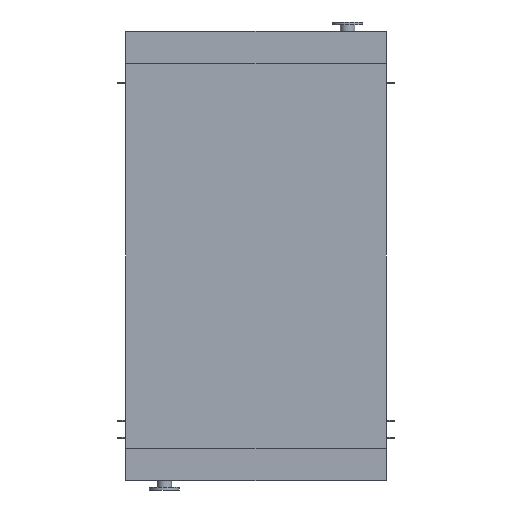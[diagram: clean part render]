
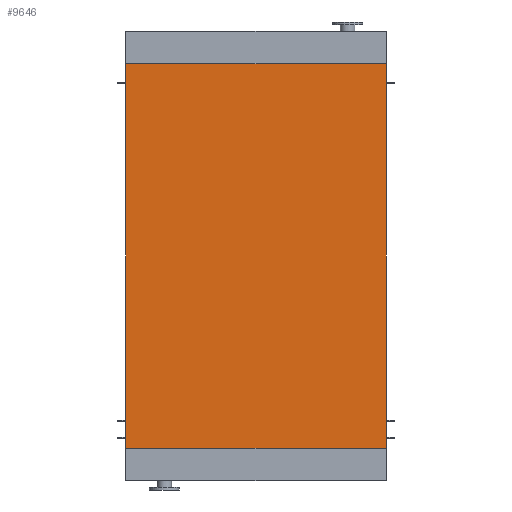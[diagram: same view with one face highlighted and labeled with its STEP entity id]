
A CAD part, front view. The second image highlights one B-rep face of the part: STEP entity #9646.
In plain terms, the highlighted planar face has unit normal (0, -1, 0).
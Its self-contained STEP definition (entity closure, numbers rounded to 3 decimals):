
#321 = DIRECTION ( 'NONE',  ( 0., -1., 0. ) ) ;
#611 = LINE ( 'NONE', #9757, #5733 ) ;
#1524 = FACE_OUTER_BOUND ( 'NONE', #4767, .T. ) ;
#1605 = CARTESIAN_POINT ( 'NONE',  ( -965., 0., 0. ) ) ;
#1751 = EDGE_CURVE ( 'NONE', #2997, #14376, #9821, .T. ) ;
#2714 = DIRECTION ( 'NONE',  ( 1., 0., 0. ) ) ;
#2848 = EDGE_CURVE ( 'NONE', #3191, #2997, #611, .T. ) ;
#2997 = VERTEX_POINT ( 'NONE', #5550 ) ;
#3191 = VERTEX_POINT ( 'NONE', #7325 ) ;
#4113 = DIRECTION ( 'NONE',  ( 0., 0., 1. ) ) ;
#4395 = CARTESIAN_POINT ( 'NONE',  ( -965., 0., -2850. ) ) ;
#4733 = PLANE ( 'NONE',  #7728 ) ;
#4767 = EDGE_LOOP ( 'NONE', ( #9691, #8395, #6997, #14332 ) ) ;
#4893 = DIRECTION ( 'NONE',  ( 0., 0., -1. ) ) ;
#4899 = DIRECTION ( 'NONE',  ( 1., 0., 0. ) ) ;
#5546 = VECTOR ( 'NONE', #4899, 1000. ) ;
#5550 = CARTESIAN_POINT ( 'NONE',  ( 965., 0., -2850. ) ) ;
#5733 = VECTOR ( 'NONE', #2714, 1000. ) ;
#6893 = EDGE_CURVE ( 'NONE', #3191, #12649, #7007, .T. ) ;
#6997 = ORIENTED_EDGE ( 'NONE', *, *, #2848, .T. ) ;
#7007 = LINE ( 'NONE', #4395, #11987 ) ;
#7325 = CARTESIAN_POINT ( 'NONE',  ( -965., 0., -2850. ) ) ;
#7728 = AXIS2_PLACEMENT_3D ( 'NONE', #11942, #321, #4893 ) ;
#7873 = CARTESIAN_POINT ( 'NONE',  ( 965., 0., 0. ) ) ;
#8124 = DIRECTION ( 'NONE',  ( 0., 0., 1. ) ) ;
#8174 = EDGE_CURVE ( 'NONE', #12649, #14376, #8488, .T. ) ;
#8395 = ORIENTED_EDGE ( 'NONE', *, *, #6893, .F. ) ;
#8488 = LINE ( 'NONE', #1605, #5546 ) ;
#9646 = ADVANCED_FACE ( 'NONE', ( #1524 ), #4733, .T. ) ;
#9691 = ORIENTED_EDGE ( 'NONE', *, *, #8174, .F. ) ;
#9757 = CARTESIAN_POINT ( 'NONE',  ( -965., 0., -2850. ) ) ;
#9821 = LINE ( 'NONE', #14487, #13708 ) ;
#11942 = CARTESIAN_POINT ( 'NONE',  ( -965., 0., -2850. ) ) ;
#11987 = VECTOR ( 'NONE', #8124, 1000. ) ;
#12649 = VERTEX_POINT ( 'NONE', #13495 ) ;
#13495 = CARTESIAN_POINT ( 'NONE',  ( -965., 0., 0. ) ) ;
#13708 = VECTOR ( 'NONE', #4113, 1000. ) ;
#14332 = ORIENTED_EDGE ( 'NONE', *, *, #1751, .T. ) ;
#14376 = VERTEX_POINT ( 'NONE', #7873 ) ;
#14487 = CARTESIAN_POINT ( 'NONE',  ( 965., 0., -2850. ) ) ;
